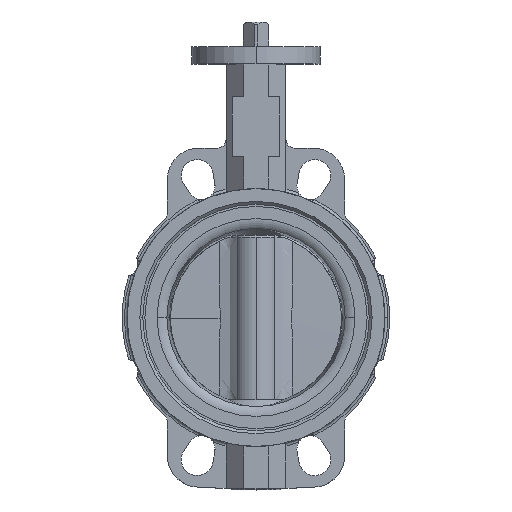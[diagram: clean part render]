
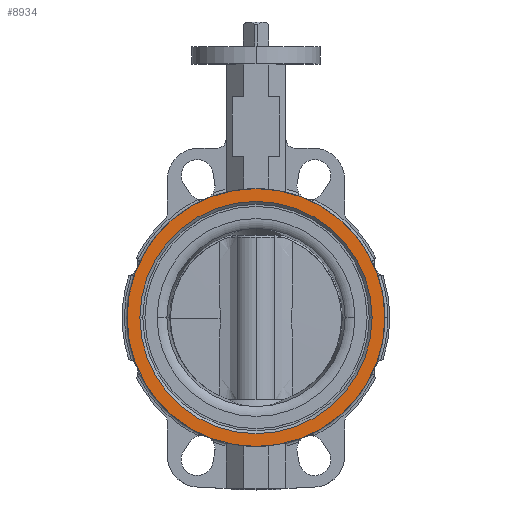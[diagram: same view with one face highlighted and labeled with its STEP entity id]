
A CAD part, top view. The second image highlights one B-rep face of the part: STEP entity #8934.
In plain terms, the highlighted planar face has unit normal (0, 0, 1).
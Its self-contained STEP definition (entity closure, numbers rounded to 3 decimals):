
#216 = CARTESIAN_POINT ( 'NONE',  ( 90.5, 0., 27.25 ) ) ;
#889 = VERTEX_POINT ( 'NONE', #20863 ) ;
#1561 = CARTESIAN_POINT ( 'NONE',  ( 0., 0., 27.25 ) ) ;
#1709 = PLANE ( 'NONE',  #13877 ) ;
#2265 = CARTESIAN_POINT ( 'NONE',  ( 0., 0., 27.25 ) ) ;
#3174 = EDGE_LOOP ( 'NONE', ( #7155, #21544 ) ) ;
#3665 = DIRECTION ( 'NONE',  ( 0., 0., -1. ) ) ;
#4451 = CARTESIAN_POINT ( 'NONE',  ( 0., 0., 27.25 ) ) ;
#4670 = CIRCLE ( 'NONE', #6952, 90.5 ) ;
#5150 = CARTESIAN_POINT ( 'NONE',  ( 0., 0., 27.25 ) ) ;
#6645 = DIRECTION ( 'NONE',  ( 1., 0., 0. ) ) ;
#6952 = AXIS2_PLACEMENT_3D ( 'NONE', #2265, #21873, #11012 ) ;
#7155 = ORIENTED_EDGE ( 'NONE', *, *, #17015, .T. ) ;
#8118 = ORIENTED_EDGE ( 'NONE', *, *, #26506, .T. ) ;
#8893 = CIRCLE ( 'NONE', #26368, 90.5 ) ;
#8934 = ADVANCED_FACE ( 'NONE', ( #26835, #11869 ), #1709, .T. ) ;
#9132 = VERTEX_POINT ( 'NONE', #216 ) ;
#9442 = CARTESIAN_POINT ( 'NONE',  ( -81.5, 0., 27.25 ) ) ;
#9861 = DIRECTION ( 'NONE',  ( 1., 0., 0. ) ) ;
#10493 = CIRCLE ( 'NONE', #11354, 81.5 ) ;
#11012 = DIRECTION ( 'NONE',  ( 1., 0., 0. ) ) ;
#11354 = AXIS2_PLACEMENT_3D ( 'NONE', #4451, #19697, #6645 ) ;
#11869 = FACE_OUTER_BOUND ( 'NONE', #18393, .T. ) ;
#12663 = DIRECTION ( 'NONE',  ( 1., 0., 0. ) ) ;
#13877 = AXIS2_PLACEMENT_3D ( 'NONE', #23518, #25695, #12663 ) ;
#14007 = ORIENTED_EDGE ( 'NONE', *, *, #22852, .T. ) ;
#15660 = VERTEX_POINT ( 'NONE', #9442 ) ;
#16593 = EDGE_CURVE ( 'NONE', #15660, #889, #10493, .T. ) ;
#17015 = EDGE_CURVE ( 'NONE', #889, #15660, #23772, .T. ) ;
#18393 = EDGE_LOOP ( 'NONE', ( #8118, #14007 ) ) ;
#19697 = DIRECTION ( 'NONE',  ( 0., 0., -1. ) ) ;
#20863 = CARTESIAN_POINT ( 'NONE',  ( 81.5, 0., 27.25 ) ) ;
#21544 = ORIENTED_EDGE ( 'NONE', *, *, #16593, .T. ) ;
#21834 = CARTESIAN_POINT ( 'NONE',  ( -90.5, 0., 27.25 ) ) ;
#21873 = DIRECTION ( 'NONE',  ( 0., 0., 1. ) ) ;
#22221 = VERTEX_POINT ( 'NONE', #21834 ) ;
#22852 = EDGE_CURVE ( 'NONE', #9132, #22221, #8893, .T. ) ;
#23269 = DIRECTION ( 'NONE',  ( 1., 0., 0. ) ) ;
#23518 = CARTESIAN_POINT ( 'NONE',  ( 0., 0., 27.25 ) ) ;
#23772 = CIRCLE ( 'NONE', #27503, 81.5 ) ;
#25695 = DIRECTION ( 'NONE',  ( 0., 0., 1. ) ) ;
#26368 = AXIS2_PLACEMENT_3D ( 'NONE', #5150, #27169, #9861 ) ;
#26506 = EDGE_CURVE ( 'NONE', #22221, #9132, #4670, .T. ) ;
#26835 = FACE_BOUND ( 'NONE', #3174, .T. ) ;
#27169 = DIRECTION ( 'NONE',  ( 0., 0., 1. ) ) ;
#27503 = AXIS2_PLACEMENT_3D ( 'NONE', #1561, #3665, #23269 ) ;
